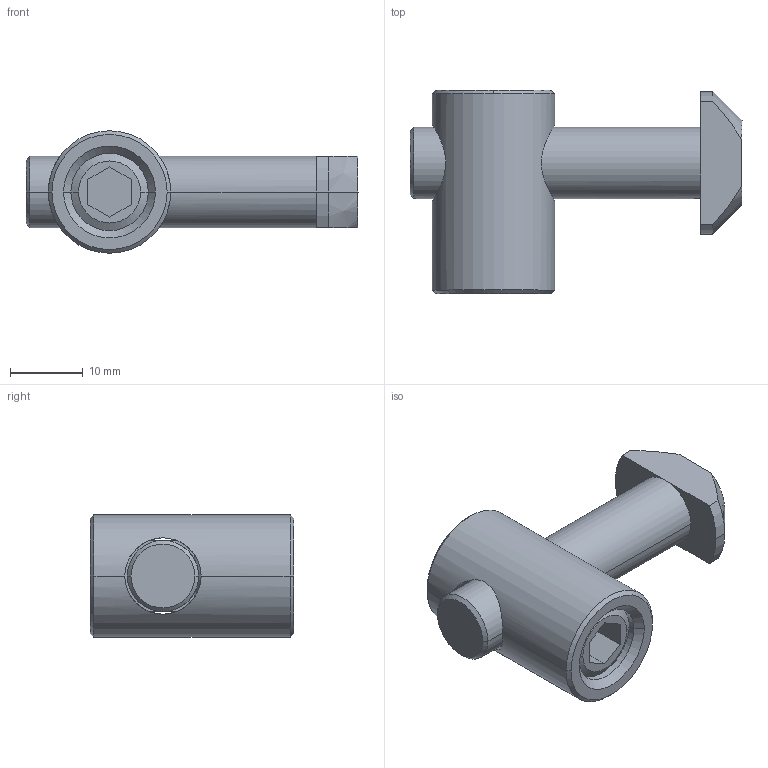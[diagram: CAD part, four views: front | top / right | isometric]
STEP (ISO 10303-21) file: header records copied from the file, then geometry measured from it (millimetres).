
FILE_DESCRIPTION(('STEP AP214'),'1');
FILE_NAME('cctmp_D9F83856-9638-4956-AD9D-7005343AB163_2020_1_13_16_55_9_360..stp','2020-01-13T15:55:09',('Bosch Rexroth AG'),('CADClick - www.CADClick.com'),'Spatial InterOp 3D',' ','unknown authorization - (Healing Option Enabled)');
FILE_SCHEMA(('AUTOMOTIVE_DESIGN'));
Length unit declared in the file: millimetre
Products named in the file (1): 1
Bounding box: 45.7 x 28 x 16.85 mm (x, y, z)
Volume: 7606 mm3; surface area: 4411.9 mm2
Topology: 2 solids, 2 shells, 53 faces, 131 edges, 79 vertices
Faces by surface type: cone 20, plane 17, cylinder 16
Entity records: 2484 total; most frequent: CARTESIAN_POINT 766, DIRECTION 275, ORIENTED_EDGE 258, EDGE_CURVE 129, AXIS2_PLACEMENT_3D 105, VERTEX_POINT 79, LINE 65, VECTOR 65
